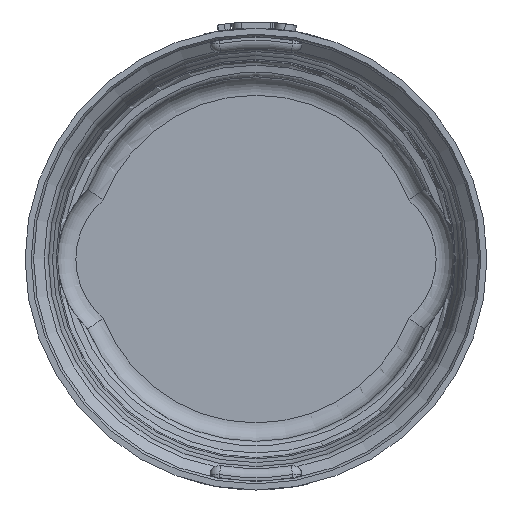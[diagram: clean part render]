
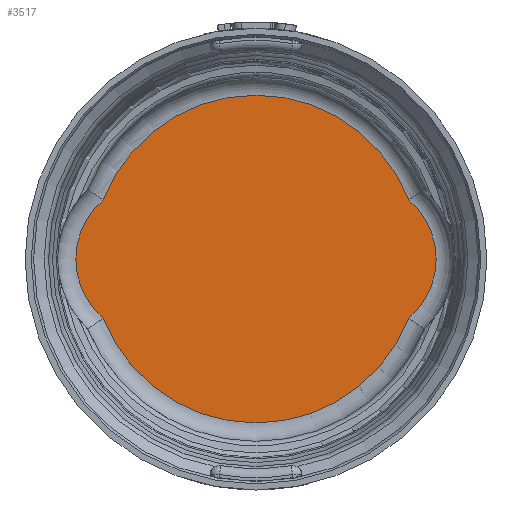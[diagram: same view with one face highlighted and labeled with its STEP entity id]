
A CAD part, front view. The second image highlights one B-rep face of the part: STEP entity #3517.
In plain terms, the highlighted planar face has unit normal (0, -1, 0).
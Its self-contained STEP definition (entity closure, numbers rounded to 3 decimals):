
#767=FACE_OUTER_BOUND('',#1029,.T.);
#1029=EDGE_LOOP('',(#2481,#2482,#2483,#2484));
#1349=CIRCLE('',#3787,26.75);
#1350=CIRCLE('',#3789,12.695);
#1351=CIRCLE('',#3791,26.75);
#1352=CIRCLE('',#3793,12.695);
#1575=VERTEX_POINT('',#5418);
#1576=VERTEX_POINT('',#5419);
#1577=VERTEX_POINT('',#5450);
#1578=VERTEX_POINT('',#5467);
#1921=EDGE_CURVE('',#1575,#1576,#1349,.T.);
#1924=EDGE_CURVE('',#1576,#1577,#1350,.T.);
#1926=EDGE_CURVE('',#1577,#1578,#1351,.T.);
#1928=EDGE_CURVE('',#1578,#1575,#1352,.T.);
#2481=ORIENTED_EDGE('',*,*,#1921,.F.);
#2482=ORIENTED_EDGE('',*,*,#1928,.F.);
#2483=ORIENTED_EDGE('',*,*,#1926,.F.);
#2484=ORIENTED_EDGE('',*,*,#1924,.F.);
#3475=PLANE('',#3794);
#3517=ADVANCED_FACE('',(#767),#3475,.T.);
#3787=AXIS2_PLACEMENT_3D('',#5420,#4208,#4209);
#3789=AXIS2_PLACEMENT_3D('',#5451,#4212,#4213);
#3791=AXIS2_PLACEMENT_3D('',#5468,#4216,#4217);
#3793=AXIS2_PLACEMENT_3D('',#5484,#4220,#4221);
#3794=AXIS2_PLACEMENT_3D('',#5485,#4222,#4223);
#4208=DIRECTION('center_axis',(0.,1.,0.));
#4209=DIRECTION('ref_axis',(0.,0.,-1.));
#4212=DIRECTION('center_axis',(0.,1.,0.));
#4213=DIRECTION('ref_axis',(-1.,0.,0.));
#4216=DIRECTION('center_axis',(0.,1.,0.));
#4217=DIRECTION('ref_axis',(0.,0.,1.));
#4220=DIRECTION('center_axis',(0.,1.,0.));
#4221=DIRECTION('ref_axis',(1.,0.,0.));
#4222=DIRECTION('center_axis',(0.,-1.,0.));
#4223=DIRECTION('ref_axis',(0.,0.,-1.));
#5418=CARTESIAN_POINT('',(24.946,199.439,-9.656));
#5419=CARTESIAN_POINT('',(-24.946,199.439,-9.656));
#5420=CARTESIAN_POINT('Origin',(0.,199.439,0.));
#5450=CARTESIAN_POINT('',(-24.946,199.439,9.656));
#5451=CARTESIAN_POINT('Origin',(-16.705,199.439,0.));
#5467=CARTESIAN_POINT('',(24.946,199.439,9.656));
#5468=CARTESIAN_POINT('Origin',(0.,199.439,0.));
#5484=CARTESIAN_POINT('Origin',(16.705,199.439,0.));
#5485=CARTESIAN_POINT('Origin',(-16.2,199.439,0.));
